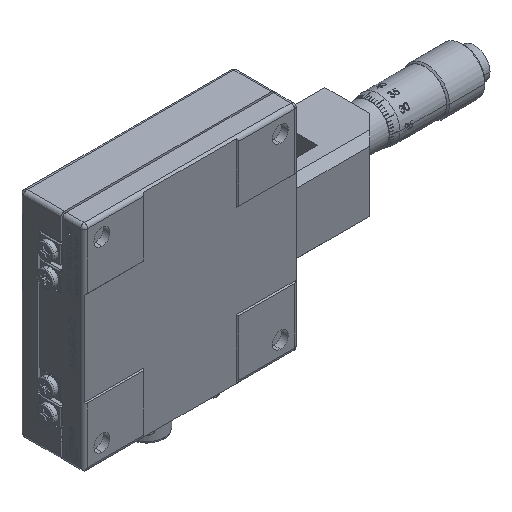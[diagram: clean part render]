
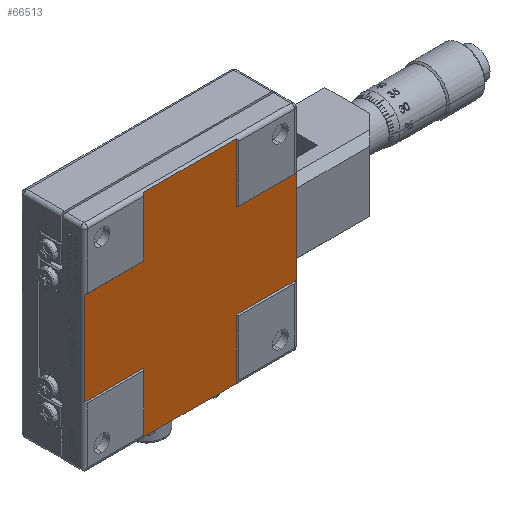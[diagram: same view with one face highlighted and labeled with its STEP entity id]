
A CAD part, isometric view. The second image highlights one B-rep face of the part: STEP entity #66513.
In plain terms, the highlighted planar face has unit normal (0, -1, 0).
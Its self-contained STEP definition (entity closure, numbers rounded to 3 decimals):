
#264 = DIRECTION ( 'NONE',  ( 0., 0., 1. ) ) ;
#533 = CARTESIAN_POINT ( 'NONE',  ( 29.714, 0.3, -13. ) ) ;
#3084 = PLANE ( 'NONE',  #23157 ) ;
#5481 = VERTEX_POINT ( 'NONE', #19331 ) ;
#8950 = LINE ( 'NONE', #31020, #27216 ) ;
#10131 = VECTOR ( 'NONE', #93142, 1000. ) ;
#11786 = CARTESIAN_POINT ( 'NONE',  ( 13., 0.3, -29.714 ) ) ;
#13528 = CARTESIAN_POINT ( 'NONE',  ( -29.714, 0.3, 13. ) ) ;
#14590 = VECTOR ( 'NONE', #95441, 1000. ) ;
#15891 = CARTESIAN_POINT ( 'NONE',  ( 13., 0.3, 13. ) ) ;
#16089 = EDGE_CURVE ( 'NONE', #49842, #36980, #8950, .T. ) ;
#18624 = CARTESIAN_POINT ( 'NONE',  ( 30., 0.3, 13. ) ) ;
#19331 = CARTESIAN_POINT ( 'NONE',  ( -13., 0.3, 29.714 ) ) ;
#19586 = CARTESIAN_POINT ( 'NONE',  ( -13., 0.3, -13. ) ) ;
#20366 = ORIENTED_EDGE ( 'NONE', *, *, #98741, .T. ) ;
#20409 = ORIENTED_EDGE ( 'NONE', *, *, #62502, .T. ) ;
#20851 = ORIENTED_EDGE ( 'NONE', *, *, #71210, .F. ) ;
#21334 = DIRECTION ( 'NONE',  ( 0., 0., -1. ) ) ;
#22611 = CARTESIAN_POINT ( 'NONE',  ( -13., 0.3, -29.714 ) ) ;
#23157 = AXIS2_PLACEMENT_3D ( 'NONE', #18624, #34592, #89290 ) ;
#23473 = VECTOR ( 'NONE', #21334, 1000. ) ;
#23924 = DIRECTION ( 'NONE',  ( 0., 0., 1. ) ) ;
#24616 = ORIENTED_EDGE ( 'NONE', *, *, #100729, .F. ) ;
#27180 = EDGE_CURVE ( 'NONE', #32942, #36796, #56463, .T. ) ;
#27216 = VECTOR ( 'NONE', #31626, 1000. ) ;
#28041 = ORIENTED_EDGE ( 'NONE', *, *, #41801, .T. ) ;
#28327 = ORIENTED_EDGE ( 'NONE', *, *, #27180, .T. ) ;
#30555 = CARTESIAN_POINT ( 'NONE',  ( -29.714, 0.3, -13. ) ) ;
#31020 = CARTESIAN_POINT ( 'NONE',  ( 30., 0.3, -13. ) ) ;
#31396 = VECTOR ( 'NONE', #72464, 1000. ) ;
#31626 = DIRECTION ( 'NONE',  ( -1., 0., 0. ) ) ;
#31749 = EDGE_CURVE ( 'NONE', #49683, #58913, #85132, .T. ) ;
#32942 = VERTEX_POINT ( 'NONE', #11786 ) ;
#33596 = LINE ( 'NONE', #47246, #75265 ) ;
#34058 = DIRECTION ( 'NONE',  ( 0., 0., 1. ) ) ;
#34592 = DIRECTION ( 'NONE',  ( 0., 1., 0. ) ) ;
#36051 = VECTOR ( 'NONE', #34058, 1000. ) ;
#36240 = VECTOR ( 'NONE', #91204, 1000. ) ;
#36380 = LINE ( 'NONE', #64585, #31396 ) ;
#36796 = VERTEX_POINT ( 'NONE', #90506 ) ;
#36895 = LINE ( 'NONE', #76284, #55324 ) ;
#36980 = VERTEX_POINT ( 'NONE', #30555 ) ;
#40757 = CARTESIAN_POINT ( 'NONE',  ( 13., 0.3, -30. ) ) ;
#41801 = EDGE_CURVE ( 'NONE', #85153, #46336, #84145, .T. ) ;
#42287 = LINE ( 'NONE', #72509, #84972 ) ;
#42400 = ORIENTED_EDGE ( 'NONE', *, *, #61657, .F. ) ;
#43556 = VECTOR ( 'NONE', #51918, 1000. ) ;
#43922 = CARTESIAN_POINT ( 'NONE',  ( 13., 0.3, 29.714 ) ) ;
#44017 = CARTESIAN_POINT ( 'NONE',  ( 13., 0.3, -30. ) ) ;
#45068 = VECTOR ( 'NONE', #23924, 1000. ) ;
#46336 = VERTEX_POINT ( 'NONE', #97394 ) ;
#47246 = CARTESIAN_POINT ( 'NONE',  ( -13., 0.3, -30. ) ) ;
#49683 = VERTEX_POINT ( 'NONE', #15891 ) ;
#49842 = VERTEX_POINT ( 'NONE', #19586 ) ;
#51471 = ORIENTED_EDGE ( 'NONE', *, *, #60260, .T. ) ;
#51918 = DIRECTION ( 'NONE',  ( 0., 0., 1. ) ) ;
#55324 = VECTOR ( 'NONE', #84051, 1000. ) ;
#56261 = FACE_OUTER_BOUND ( 'NONE', #67329, .T. ) ;
#56463 = LINE ( 'NONE', #40757, #14590 ) ;
#56830 = LINE ( 'NONE', #80558, #10131 ) ;
#57373 = CARTESIAN_POINT ( 'NONE',  ( -13., 0.3, -30. ) ) ;
#58743 = CARTESIAN_POINT ( 'NONE',  ( -29.714, 0.3, 13. ) ) ;
#58913 = VERTEX_POINT ( 'NONE', #43922 ) ;
#60189 = ORIENTED_EDGE ( 'NONE', *, *, #68237, .T. ) ;
#60260 = EDGE_CURVE ( 'NONE', #84926, #76426, #98542, .T. ) ;
#61657 = EDGE_CURVE ( 'NONE', #65835, #49842, #98348, .T. ) ;
#62502 = EDGE_CURVE ( 'NONE', #76426, #36980, #65333, .T. ) ;
#64585 = CARTESIAN_POINT ( 'NONE',  ( 13., 0.3, 29.714 ) ) ;
#65333 = LINE ( 'NONE', #13528, #23473 ) ;
#65835 = VERTEX_POINT ( 'NONE', #22611 ) ;
#66513 = ADVANCED_FACE ( 'NONE', ( #56261 ), #3084, .F. ) ;
#67329 = EDGE_LOOP ( 'NONE', ( #42400, #67498, #28327, #24616, #28041, #20366, #90886, #60189, #20851, #51471, #20409, #88891 ) ) ;
#67498 = ORIENTED_EDGE ( 'NONE', *, *, #91665, .T. ) ;
#68237 = EDGE_CURVE ( 'NONE', #58913, #5481, #36380, .T. ) ;
#71020 = CARTESIAN_POINT ( 'NONE',  ( 29.714, 0.3, -13. ) ) ;
#71210 = EDGE_CURVE ( 'NONE', #84926, #5481, #33596, .T. ) ;
#72464 = DIRECTION ( 'NONE',  ( -1., 0., 0. ) ) ;
#72509 = CARTESIAN_POINT ( 'NONE',  ( 30., 0.3, 13. ) ) ;
#75265 = VECTOR ( 'NONE', #264, 1000. ) ;
#76284 = CARTESIAN_POINT ( 'NONE',  ( -13., 0.3, -29.714 ) ) ;
#76426 = VERTEX_POINT ( 'NONE', #58743 ) ;
#80332 = DIRECTION ( 'NONE',  ( -1., 0., 0. ) ) ;
#80558 = CARTESIAN_POINT ( 'NONE',  ( 30., 0.3, -13. ) ) ;
#81695 = CARTESIAN_POINT ( 'NONE',  ( -13., 0.3, 13. ) ) ;
#83363 = CARTESIAN_POINT ( 'NONE',  ( 30., 0.3, 13. ) ) ;
#84051 = DIRECTION ( 'NONE',  ( 1., 0., 0. ) ) ;
#84145 = LINE ( 'NONE', #71020, #45068 ) ;
#84926 = VERTEX_POINT ( 'NONE', #81695 ) ;
#84972 = VECTOR ( 'NONE', #80332, 1000. ) ;
#85132 = LINE ( 'NONE', #44017, #43556 ) ;
#85153 = VERTEX_POINT ( 'NONE', #533 ) ;
#88891 = ORIENTED_EDGE ( 'NONE', *, *, #16089, .F. ) ;
#89290 = DIRECTION ( 'NONE',  ( 0., 0., 1. ) ) ;
#90506 = CARTESIAN_POINT ( 'NONE',  ( 13., 0.3, -13. ) ) ;
#90886 = ORIENTED_EDGE ( 'NONE', *, *, #31749, .T. ) ;
#91204 = DIRECTION ( 'NONE',  ( -1., 0., 0. ) ) ;
#91665 = EDGE_CURVE ( 'NONE', #65835, #32942, #36895, .T. ) ;
#93142 = DIRECTION ( 'NONE',  ( -1., 0., 0. ) ) ;
#95441 = DIRECTION ( 'NONE',  ( 0., 0., 1. ) ) ;
#97394 = CARTESIAN_POINT ( 'NONE',  ( 29.714, 0.3, 13. ) ) ;
#98348 = LINE ( 'NONE', #57373, #36051 ) ;
#98542 = LINE ( 'NONE', #83363, #36240 ) ;
#98741 = EDGE_CURVE ( 'NONE', #46336, #49683, #42287, .T. ) ;
#100729 = EDGE_CURVE ( 'NONE', #85153, #36796, #56830, .T. ) ;
